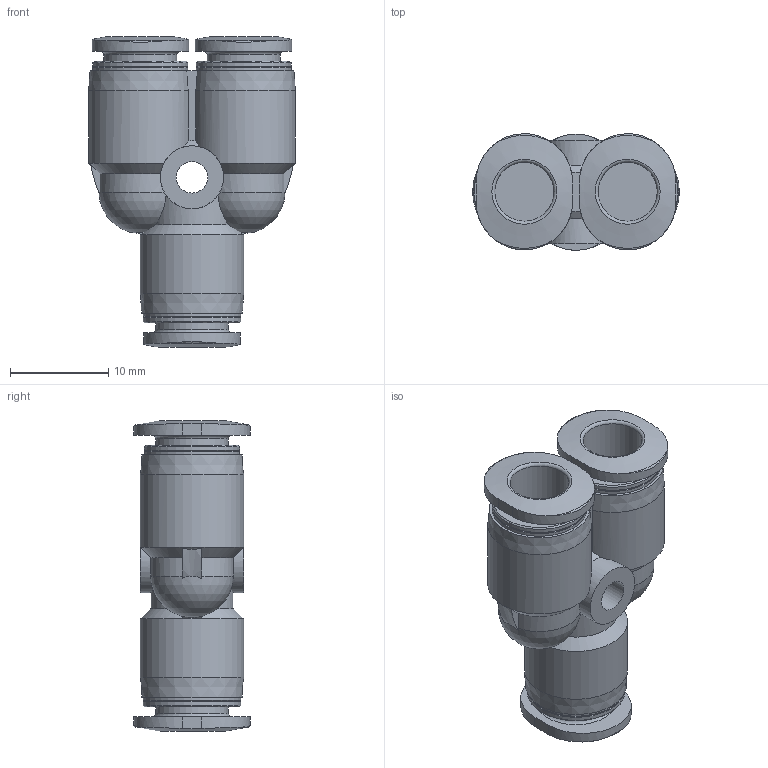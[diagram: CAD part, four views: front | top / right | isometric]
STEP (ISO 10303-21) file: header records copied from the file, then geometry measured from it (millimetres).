
FILE_DESCRIPTION(/* description */ ('STEP AP214'),/* implementation_level */ '2;1');
FILE_NAME(/* name */ '153372_QSMY-6',/* time_stamp */ '2024-09-12T03:53:38+02:00',/* author */ ('License CC BY-ND 4.0'),/* organization */ ('CADENAS'),/* preprocessor_version */ 'ST-DEVELOPER v19.3',/* originating_system */ 'PARTsolutions',/* authorisation */ ' ');
FILE_SCHEMA (('AUTOMOTIVE_DESIGN {1 0 10303 214 3 1 1}'));
Length unit declared in the file: millimetre
Products named in the file (1): 153372 QSMY-6
Bounding box: 21 x 11.8 x 31.59 mm (x, y, z)
Volume: 2969.2 mm3; surface area: 2847.6 mm2
Topology: 1 solids, 1 shells, 97 faces, 244 edges, 158 vertices
Faces by surface type: cylinder 34, plane 29, cone 18, torus 12, sphere 4
Full cylindrical faces by diameter (mm): 3.2 x1, 6 x3, 6.4 x2, 7.4 x3, 9.66 x4, 9.87 x2, 10.5 x1
Entity records: 3458 total; most frequent: CARTESIAN_POINT 700, DIRECTION 406, ORIENTED_EDGE 398, EDGE_CURVE 199, AXIS2_PLACEMENT_3D 189, VERTEX_POINT 149, EDGE_LOOP 144, FACE_BOUND 144
